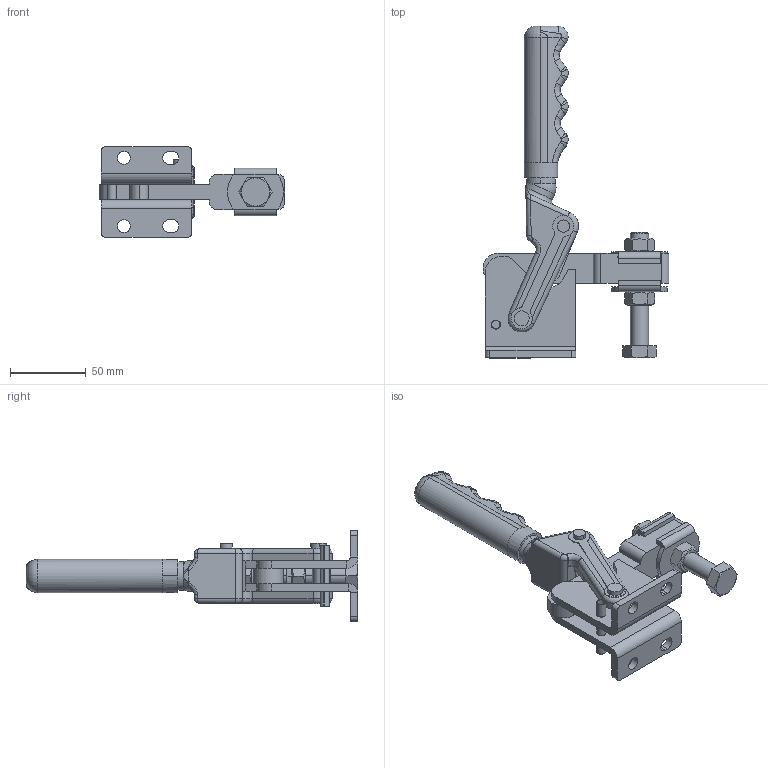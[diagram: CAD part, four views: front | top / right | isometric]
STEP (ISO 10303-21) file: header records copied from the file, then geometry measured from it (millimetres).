
FILE_DESCRIPTION (( 'STEP AP214' ), '1' );
FILE_NAME ('GH-70533(Â²¤Æ).STEP', '2020-03-09T08:01:09', ( 'LinWei' ), ( '' ), 'SwSTEP 2.0', 'SolidWorks 2016', '' );
FILE_SCHEMA (( 'AUTOMOTIVE_DESIGN' ));
Length unit declared in the file: millimetre
Products named in the file (7): GH-SA-127517-1^GH-70533(簡化); 70533-BAR-47053308-a-1^GH-70533(簡化); Group5^GH-70533(簡化); Group4^GH-70533(簡化); Group2^GH-70533(簡化); Group1^GH-70533(簡化); GH-70533(簡化)
Assembly tree (6 placements, depth 2):
  GH-70533(簡化)
    Group1^GH-70533(簡化)
    Group2^GH-70533(簡化)
    Group4^GH-70533(簡化)
    Group5^GH-70533(簡化)
    70533-BAR-47053308-a-1^GH-70533(簡化)
    GH-SA-127517-1^GH-70533(簡化)
Bounding box: 123 x 219.54 x 60.1 mm (x, y, z)
Volume: 205059.5 mm3; surface area: 71450.9 mm2
Topology: 7 solids, 7 shells, 388 faces, 994 edges, 632 vertices
Faces by surface type: cylinder 157, plane 143, bspline 58, torus 16, cone 12, sphere 2
Entity records: 16395 total; most frequent: CARTESIAN_POINT 5396, ORIENTED_EDGE 1976, DIRECTION 1834, EDGE_CURVE 988, AXIS2_PLACEMENT_3D 704, VERTEX_POINT 630, EDGE_LOOP 436, VECTOR 426
